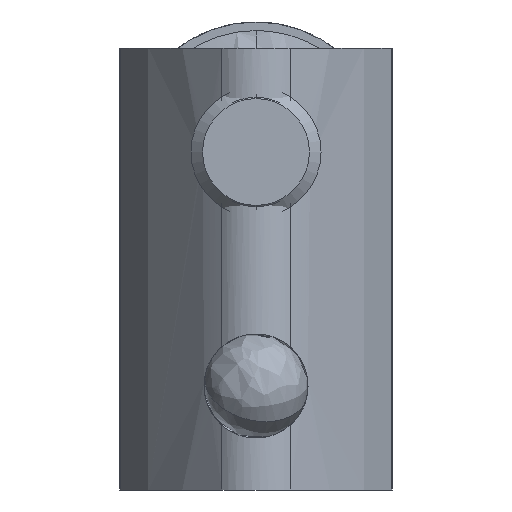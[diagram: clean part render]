
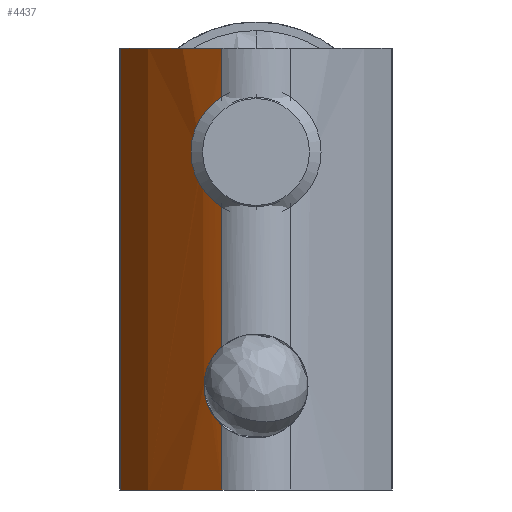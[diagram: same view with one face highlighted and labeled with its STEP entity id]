
A CAD part, front view. The second image highlights one B-rep face of the part: STEP entity #4437.
In plain terms, the highlighted cylindrical face has radius 16 mm (diameter 32 mm), a partial arc.
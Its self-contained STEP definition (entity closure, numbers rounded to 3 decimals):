
#28 = CARTESIAN_POINT ( 'NONE',  ( -1.315, -7.507, -13. ) ) ;
#82 = DIRECTION ( 'NONE',  ( -1., 0., 0. ) ) ;
#97 = VECTOR ( 'NONE', #4769, 1000. ) ;
#100 = DIRECTION ( 'NONE',  ( 0., 0., 1. ) ) ;
#105 = CARTESIAN_POINT ( 'NONE',  ( 9.203, 4.55, 4. ) ) ;
#210 = ORIENTED_EDGE ( 'NONE', *, *, #2082, .T. ) ;
#214 = EDGE_CURVE ( 'NONE', #1119, #5522, #1660, .T. ) ;
#242 = DIRECTION ( 'NONE',  ( -1., 0., 0. ) ) ;
#259 = DIRECTION ( 'NONE',  ( 0., 0., 1. ) ) ;
#262 = CARTESIAN_POINT ( 'NONE',  ( -1.315, -7.507, 1.638 ) ) ;
#263 = CARTESIAN_POINT ( 'NONE',  ( 9.203, 4.55, -13. ) ) ;
#374 = CARTESIAN_POINT ( 'NONE',  ( -1.716, -7.146, 1.22 ) ) ;
#445 = ORIENTED_EDGE ( 'NONE', *, *, #3537, .T. ) ;
#741 = ORIENTED_EDGE ( 'NONE', *, *, #3388, .F. ) ;
#873 = CARTESIAN_POINT ( 'NONE',  ( -1.315, -7.507, -1.638 ) ) ;
#1020 = CARTESIAN_POINT ( 'NONE',  ( -5.2, -2.418, -13. ) ) ;
#1060 = CARTESIAN_POINT ( 'NONE',  ( -1.315, -7.507, 4. ) ) ;
#1119 = VERTEX_POINT ( 'NONE', #2232 ) ;
#1244 = CIRCLE ( 'NONE', #4852, 16. ) ;
#1264 = CARTESIAN_POINT ( 'NONE',  ( -1.315, -7.507, 1.638 ) ) ;
#1266 = DIRECTION ( 'NONE',  ( 0., 0., -1. ) ) ;
#1278 = CARTESIAN_POINT ( 'NONE',  ( -1.425, -7.411, 1.549 ) ) ;
#1280 = CARTESIAN_POINT ( 'NONE',  ( -1.529, -7.317, 1.447 ) ) ;
#1294 = CARTESIAN_POINT ( 'NONE',  ( -1.799, -7.067, 1.095 ) ) ;
#1311 = CARTESIAN_POINT ( 'NONE',  ( -1.942, -6.931, 0.815 ) ) ;
#1335 = CARTESIAN_POINT ( 'NONE',  ( -2.1, -6.774, 0.17 ) ) ;
#1339 = CARTESIAN_POINT ( 'NONE',  ( -2.1, -6.774, -0.172 ) ) ;
#1356 = CARTESIAN_POINT ( 'NONE',  ( -2.079, -6.796, -0.342 ) ) ;
#1363 = CARTESIAN_POINT ( 'NONE',  ( -1.999, -6.875, -0.665 ) ) ;
#1380 = CARTESIAN_POINT ( 'NONE',  ( -1.941, -6.932, -0.817 ) ) ;
#1385 = CARTESIAN_POINT ( 'NONE',  ( -1.799, -7.068, -1.095 ) ) ;
#1407 = CARTESIAN_POINT ( 'NONE',  ( -1.714, -7.148, -1.223 ) ) ;
#1423 = CARTESIAN_POINT ( 'NONE',  ( -1.527, -7.319, -1.449 ) ) ;
#1441 = CARTESIAN_POINT ( 'NONE',  ( -1.315, -7.507, -1.638 ) ) ;
#1444 = CARTESIAN_POINT ( 'NONE',  ( -1.425, -7.411, -1.549 ) ) ;
#1465 = CIRCLE ( 'NONE', #4537, 16. ) ;
#1566 = ORIENTED_EDGE ( 'NONE', *, *, #3624, .F. ) ;
#1660 = B_SPLINE_CURVE_WITH_KNOTS ( 'NONE', 3,
 ( #3567, #3657, #3610, #3543, #3318, #3472, #3521, #3514, #3493, #3479, #3454, #3380, #3368, #3427, #3350, #3418, #2583, #3373 ),
 .UNSPECIFIED., .F., .F.,
 ( 4, 2, 2, 2, 2, 2, 2, 2, 4 ),
 ( 0., 0., 0.001, 0.001, 0.002, 0.002, 0.003, 0.003, 0.004 ),
 .UNSPECIFIED. ) ;
#1774 = VERTEX_POINT ( 'NONE', #2954 ) ;
#1782 = B_SPLINE_CURVE_WITH_KNOTS ( 'NONE', 3,
 ( #1441, #1444, #1423, #1407, #1385, #1380, #1363, #1356, #1339, #1335, #3873, #5602, #1311, #1294, #374, #1280, #1278, #1264 ),
 .UNSPECIFIED., .F., .F.,
 ( 4, 2, 2, 2, 2, 2, 2, 2, 4 ),
 ( 0., 0.001, 0.001, 0.002, 0.002, 0.003, 0.003, 0.004, 0.004 ),
 .UNSPECIFIED. ) ;
#2082 = EDGE_CURVE ( 'NONE', #4115, #4894, #1782, .T. ) ;
#2232 = CARTESIAN_POINT ( 'NONE',  ( -1.315, -7.507, -10.507 ) ) ;
#2454 = CARTESIAN_POINT ( 'NONE',  ( -1.315, -7.507, -7.493 ) ) ;
#2459 = LINE ( 'NONE', #1060, #2543 ) ;
#2461 = VERTEX_POINT ( 'NONE', #28 ) ;
#2543 = VECTOR ( 'NONE', #1266, 1000. ) ;
#2583 = CARTESIAN_POINT ( 'NONE',  ( -1.412, -7.422, -7.578 ) ) ;
#2665 = VERTEX_POINT ( 'NONE', #6337 ) ;
#2706 = EDGE_LOOP ( 'NONE', ( #4280, #3990, #741, #210, #6096, #1566, #4188, #445 ) ) ;
#2954 = CARTESIAN_POINT ( 'NONE',  ( -5.2, -2.418, 4. ) ) ;
#3309 = DIRECTION ( 'NONE',  ( 0., 0., -1. ) ) ;
#3318 = CARTESIAN_POINT ( 'NONE',  ( -1.74, -7.123, -9.996 ) ) ;
#3350 = CARTESIAN_POINT ( 'NONE',  ( -1.666, -7.192, -7.885 ) ) ;
#3368 = CARTESIAN_POINT ( 'NONE',  ( -1.864, -7.006, -8.26 ) ) ;
#3373 = CARTESIAN_POINT ( 'NONE',  ( -1.315, -7.507, -7.493 ) ) ;
#3380 = CARTESIAN_POINT ( 'NONE',  ( -1.914, -6.957, -8.4 ) ) ;
#3388 = EDGE_CURVE ( 'NONE', #4115, #5522, #2459, .T. ) ;
#3409 = VERTEX_POINT ( 'NONE', #1020 ) ;
#3418 = CARTESIAN_POINT ( 'NONE',  ( -1.502, -7.342, -7.673 ) ) ;
#3427 = CARTESIAN_POINT ( 'NONE',  ( -1.74, -7.123, -8.003 ) ) ;
#3454 = CARTESIAN_POINT ( 'NONE',  ( -1.982, -6.891, -8.694 ) ) ;
#3470 = DIRECTION ( 'NONE',  ( -1., 0., 0. ) ) ;
#3472 = CARTESIAN_POINT ( 'NONE',  ( -1.863, -7.006, -9.74 ) ) ;
#3476 = CARTESIAN_POINT ( 'NONE',  ( 9.203, 4.55, 4. ) ) ;
#3479 = CARTESIAN_POINT ( 'NONE',  ( -2., -6.873, -8.848 ) ) ;
#3493 = CARTESIAN_POINT ( 'NONE',  ( -2., -6.873, -9.157 ) ) ;
#3514 = CARTESIAN_POINT ( 'NONE',  ( -1.982, -6.891, -9.307 ) ) ;
#3521 = CARTESIAN_POINT ( 'NONE',  ( -1.913, -6.958, -9.602 ) ) ;
#3537 = EDGE_CURVE ( 'NONE', #3409, #2461, #1465, .T. ) ;
#3543 = CARTESIAN_POINT ( 'NONE',  ( -1.666, -7.192, -10.115 ) ) ;
#3567 = CARTESIAN_POINT ( 'NONE',  ( -1.315, -7.507, -10.507 ) ) ;
#3610 = CARTESIAN_POINT ( 'NONE',  ( -1.502, -7.342, -10.327 ) ) ;
#3624 = EDGE_CURVE ( 'NONE', #1774, #2665, #1244, .T. ) ;
#3630 = VECTOR ( 'NONE', #4884, 1000. ) ;
#3657 = CARTESIAN_POINT ( 'NONE',  ( -1.412, -7.422, -10.422 ) ) ;
#3736 = CYLINDRICAL_SURFACE ( 'NONE', #4417, 16. ) ;
#3798 = LINE ( 'NONE', #4386, #3630 ) ;
#3807 = CARTESIAN_POINT ( 'NONE',  ( -1.315, -7.507, 4. ) ) ;
#3873 = CARTESIAN_POINT ( 'NONE',  ( -2.079, -6.795, 0.339 ) ) ;
#3990 = ORIENTED_EDGE ( 'NONE', *, *, #214, .T. ) ;
#4012 = DIRECTION ( 'NONE',  ( 0., 0., -1. ) ) ;
#4053 = LINE ( 'NONE', #4807, #97 ) ;
#4115 = VERTEX_POINT ( 'NONE', #873 ) ;
#4188 = ORIENTED_EDGE ( 'NONE', *, *, #5749, .T. ) ;
#4280 = ORIENTED_EDGE ( 'NONE', *, *, #6007, .F. ) ;
#4355 = LINE ( 'NONE', #3807, #4436 ) ;
#4386 = CARTESIAN_POINT ( 'NONE',  ( -1.315, -7.507, 4. ) ) ;
#4417 = AXIS2_PLACEMENT_3D ( 'NONE', #3476, #4012, #3470 ) ;
#4436 = VECTOR ( 'NONE', #3309, 1000. ) ;
#4437 = ADVANCED_FACE ( 'NONE', ( #5255 ), #3736, .T. ) ;
#4537 = AXIS2_PLACEMENT_3D ( 'NONE', #263, #259, #242 ) ;
#4769 = DIRECTION ( 'NONE',  ( 0., 0., -1. ) ) ;
#4807 = CARTESIAN_POINT ( 'NONE',  ( -5.2, -2.418, 4. ) ) ;
#4852 = AXIS2_PLACEMENT_3D ( 'NONE', #105, #100, #82 ) ;
#4884 = DIRECTION ( 'NONE',  ( 0., 0., -1. ) ) ;
#4894 = VERTEX_POINT ( 'NONE', #262 ) ;
#5164 = EDGE_CURVE ( 'NONE', #2665, #4894, #4355, .T. ) ;
#5255 = FACE_OUTER_BOUND ( 'NONE', #2706, .T. ) ;
#5522 = VERTEX_POINT ( 'NONE', #2454 ) ;
#5602 = CARTESIAN_POINT ( 'NONE',  ( -1.999, -6.874, 0.663 ) ) ;
#5749 = EDGE_CURVE ( 'NONE', #1774, #3409, #4053, .T. ) ;
#6007 = EDGE_CURVE ( 'NONE', #1119, #2461, #3798, .T. ) ;
#6096 = ORIENTED_EDGE ( 'NONE', *, *, #5164, .F. ) ;
#6337 = CARTESIAN_POINT ( 'NONE',  ( -1.315, -7.507, 4. ) ) ;
